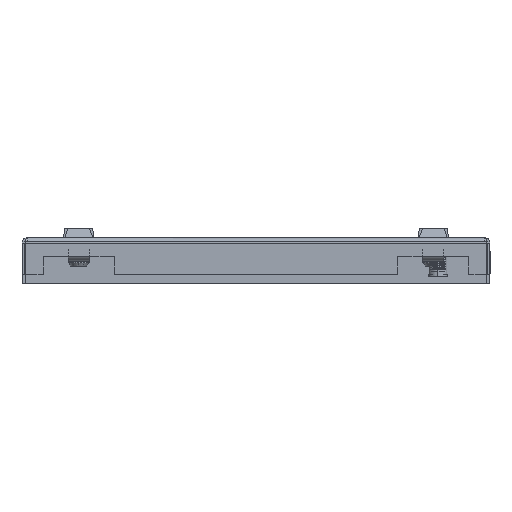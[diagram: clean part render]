
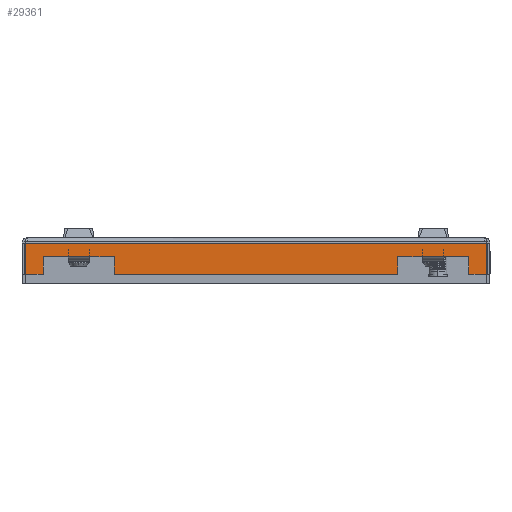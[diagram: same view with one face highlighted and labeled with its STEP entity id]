
A CAD part, left-side view. The second image highlights one B-rep face of the part: STEP entity #29361.
In plain terms, the highlighted planar face has unit normal (-1, 0, 0).
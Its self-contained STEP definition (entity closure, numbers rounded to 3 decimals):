
#146 = EDGE_CURVE ( 'NONE', #45735, #45713, #1968, .T. ) ;
#147 = EDGE_CURVE ( 'NONE', #45714, #45713, #1970, .T. ) ;
#148 = EDGE_CURVE ( 'NONE', #45715, #45714, #1962, .T. ) ;
#149 = EDGE_CURVE ( 'NONE', #45716, #45715, #1973, .T. ) ;
#150 = EDGE_CURVE ( 'NONE', #45717, #45716, #1975, .T. ) ;
#151 = EDGE_CURVE ( 'NONE', #45718, #45717, #1977, .T. ) ;
#152 = EDGE_CURVE ( 'NONE', #45719, #45718, #1979, .T. ) ;
#153 = EDGE_CURVE ( 'NONE', #45720, #45719, #1981, .T. ) ;
#1096 = EDGE_LOOP ( 'NONE', ( #10231, #10234, #10236, #10238, #10240, #10242, #10244, #10247, #10249, #10251, #10253, #10255 ) ) ;
#1962 = LINE ( 'NONE', #92472, #1974 ) ;
#1968 = LINE ( 'NONE', #92447, #1971 ) ;
#1970 = LINE ( 'NONE', #92442, #1972 ) ;
#1971 = VECTOR ( 'NONE', #92444, 1000. ) ;
#1972 = VECTOR ( 'NONE', #92439, 1000. ) ;
#1973 = LINE ( 'NONE', #92437, #1976 ) ;
#1974 = VECTOR ( 'NONE', #92438, 1000. ) ;
#1975 = LINE ( 'NONE', #92435, #1978 ) ;
#1976 = VECTOR ( 'NONE', #92436, 1000. ) ;
#1977 = LINE ( 'NONE', #92433, #1980 ) ;
#1978 = VECTOR ( 'NONE', #92434, 1000. ) ;
#1979 = LINE ( 'NONE', #92431, #1982 ) ;
#1980 = VECTOR ( 'NONE', #92432, 1000. ) ;
#1981 = LINE ( 'NONE', #92429, #1984 ) ;
#1982 = VECTOR ( 'NONE', #92430, 1000. ) ;
#1984 = VECTOR ( 'NONE', #92428, 1000. ) ;
#2557 = EDGE_CURVE ( 'NONE', #45721, #45720, #32334, .T. ) ;
#2558 = EDGE_CURVE ( 'NONE', #45724, #45721, #32336, .T. ) ;
#2559 = EDGE_CURVE ( 'NONE', #45736, #45724, #32338, .T. ) ;
#2560 = EDGE_CURVE ( 'NONE', #45736, #45735, #32340, .T. ) ;
#2717 = AXIS2_PLACEMENT_3D ( 'NONE', #49853, #49863, #49865 ) ;
#10231 = ORIENTED_EDGE ( 'NONE', *, *, #2560, .F. ) ;
#10234 = ORIENTED_EDGE ( 'NONE', *, *, #2559, .T. ) ;
#10236 = ORIENTED_EDGE ( 'NONE', *, *, #2558, .T. ) ;
#10238 = ORIENTED_EDGE ( 'NONE', *, *, #2557, .T. ) ;
#10240 = ORIENTED_EDGE ( 'NONE', *, *, #153, .T. ) ;
#10242 = ORIENTED_EDGE ( 'NONE', *, *, #152, .T. ) ;
#10244 = ORIENTED_EDGE ( 'NONE', *, *, #151, .T. ) ;
#10247 = ORIENTED_EDGE ( 'NONE', *, *, #150, .T. ) ;
#10249 = ORIENTED_EDGE ( 'NONE', *, *, #149, .T. ) ;
#10251 = ORIENTED_EDGE ( 'NONE', *, *, #148, .T. ) ;
#10253 = ORIENTED_EDGE ( 'NONE', *, *, #147, .T. ) ;
#10255 = ORIENTED_EDGE ( 'NONE', *, *, #146, .F. ) ;
#29361 = ADVANCED_FACE ( 'NONE', ( #32715 ), #49852, .F. ) ;
#32334 = LINE ( 'NONE', #89918, #32337 ) ;
#32336 = LINE ( 'NONE', #89916, #32339 ) ;
#32337 = VECTOR ( 'NONE', #89917, 1000. ) ;
#32338 = LINE ( 'NONE', #89914, #32341 ) ;
#32339 = VECTOR ( 'NONE', #89915, 1000. ) ;
#32340 = LINE ( 'NONE', #89912, #32343 ) ;
#32341 = VECTOR ( 'NONE', #89913, 1000. ) ;
#32343 = VECTOR ( 'NONE', #89911, 1000. ) ;
#32715 = FACE_OUTER_BOUND ( 'NONE', #1096, .T. ) ;
#45713 = VERTEX_POINT ( 'NONE', #84312 ) ;
#45714 = VERTEX_POINT ( 'NONE', #84315 ) ;
#45715 = VERTEX_POINT ( 'NONE', #84318 ) ;
#45716 = VERTEX_POINT ( 'NONE', #84321 ) ;
#45717 = VERTEX_POINT ( 'NONE', #84324 ) ;
#45718 = VERTEX_POINT ( 'NONE', #84327 ) ;
#45719 = VERTEX_POINT ( 'NONE', #84330 ) ;
#45720 = VERTEX_POINT ( 'NONE', #84333 ) ;
#45721 = VERTEX_POINT ( 'NONE', #84336 ) ;
#45724 = VERTEX_POINT ( 'NONE', #84345 ) ;
#45735 = VERTEX_POINT ( 'NONE', #84378 ) ;
#45736 = VERTEX_POINT ( 'NONE', #84381 ) ;
#49852 = PLANE ( 'NONE',  #2717 ) ;
#49853 = CARTESIAN_POINT ( 'NONE',  ( -332.5, -98., 0. ) ) ;
#49863 = DIRECTION ( 'NONE',  ( 1., 0., 0. ) ) ;
#49865 = DIRECTION ( 'NONE',  ( 0., 1., 0. ) ) ;
#84312 = CARTESIAN_POINT ( 'NONE',  ( -332.5, -97.999, -14. ) ) ;
#84315 = CARTESIAN_POINT ( 'NONE',  ( -332.5, -90., -14. ) ) ;
#84318 = CARTESIAN_POINT ( 'NONE',  ( -332.5, -90., -6.5 ) ) ;
#84321 = CARTESIAN_POINT ( 'NONE',  ( -332.5, -60., -6.5 ) ) ;
#84324 = CARTESIAN_POINT ( 'NONE',  ( -332.5, -60., -14. ) ) ;
#84327 = CARTESIAN_POINT ( 'NONE',  ( -332.5, 60., -14. ) ) ;
#84330 = CARTESIAN_POINT ( 'NONE',  ( -332.5, 60., -6.5 ) ) ;
#84333 = CARTESIAN_POINT ( 'NONE',  ( -332.5, 90., -6.5 ) ) ;
#84336 = CARTESIAN_POINT ( 'NONE',  ( -332.5, 90., -14. ) ) ;
#84345 = CARTESIAN_POINT ( 'NONE',  ( -332.5, 97.999, -14. ) ) ;
#84378 = CARTESIAN_POINT ( 'NONE',  ( -332.5, -97.999, -0.75 ) ) ;
#84381 = CARTESIAN_POINT ( 'NONE',  ( -332.5, 97.999, -0.75 ) ) ;
#89911 = DIRECTION ( 'NONE',  ( 0., -1., 0. ) ) ;
#89912 = CARTESIAN_POINT ( 'NONE',  ( -332.5, 196.01, -0.75 ) ) ;
#89913 = DIRECTION ( 'NONE',  ( 0., 0., -1. ) ) ;
#89914 = CARTESIAN_POINT ( 'NONE',  ( -332.5, 97.999, 195.697 ) ) ;
#89915 = DIRECTION ( 'NONE',  ( 0., -1., 0. ) ) ;
#89916 = CARTESIAN_POINT ( 'NONE',  ( -332.5, -98., -14. ) ) ;
#89917 = DIRECTION ( 'NONE',  ( 0., 0., 1. ) ) ;
#89918 = CARTESIAN_POINT ( 'NONE',  ( -332.5, 90., -14. ) ) ;
#92428 = DIRECTION ( 'NONE',  ( 0., -1., 0. ) ) ;
#92429 = CARTESIAN_POINT ( 'NONE',  ( -332.5, 90., -6.5 ) ) ;
#92430 = DIRECTION ( 'NONE',  ( 0., 0., -1. ) ) ;
#92431 = CARTESIAN_POINT ( 'NONE',  ( -332.5, 60., -14. ) ) ;
#92432 = DIRECTION ( 'NONE',  ( 0., -1., 0. ) ) ;
#92433 = CARTESIAN_POINT ( 'NONE',  ( -332.5, -98., -14. ) ) ;
#92434 = DIRECTION ( 'NONE',  ( 0., 0., 1. ) ) ;
#92435 = CARTESIAN_POINT ( 'NONE',  ( -332.5, -60., -14. ) ) ;
#92436 = DIRECTION ( 'NONE',  ( 0., -1., 0. ) ) ;
#92437 = CARTESIAN_POINT ( 'NONE',  ( -332.5, -90., -6.5 ) ) ;
#92438 = DIRECTION ( 'NONE',  ( 0., 0., -1. ) ) ;
#92439 = DIRECTION ( 'NONE',  ( 0., -1., 0. ) ) ;
#92442 = CARTESIAN_POINT ( 'NONE',  ( -332.5, -98., -14. ) ) ;
#92444 = DIRECTION ( 'NONE',  ( 0., 0., -1. ) ) ;
#92447 = CARTESIAN_POINT ( 'NONE',  ( -332.5, -97.999, 195.701 ) ) ;
#92472 = CARTESIAN_POINT ( 'NONE',  ( -332.5, -90., -14. ) ) ;
